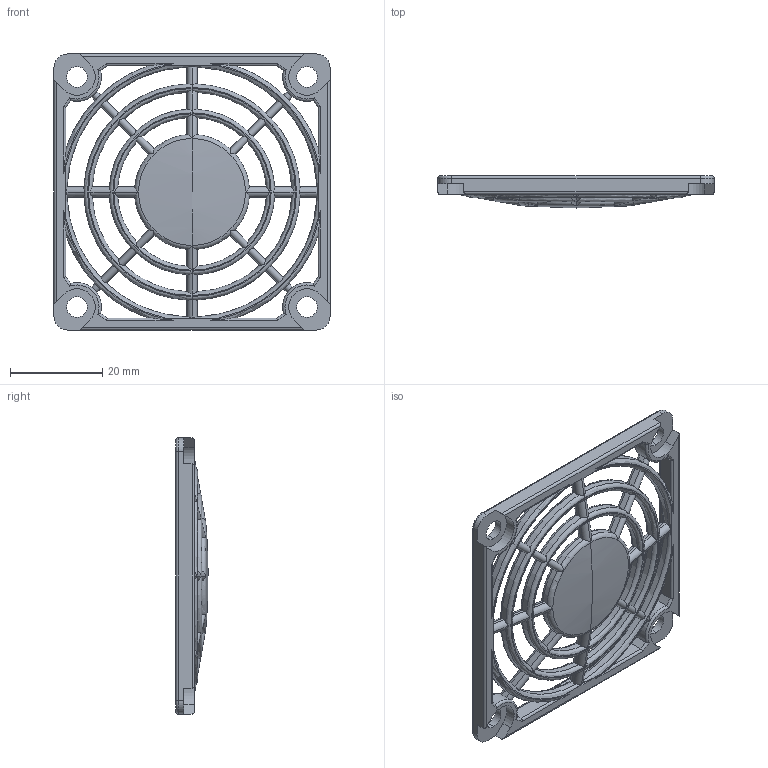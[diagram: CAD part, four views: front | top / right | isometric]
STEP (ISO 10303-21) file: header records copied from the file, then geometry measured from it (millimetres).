
FILE_DESCRIPTION((''),'2;1');
FILE_NAME('WANGZHAO','2013-10-07T',('108754'),(''),'PRO/ENGINEER BY PARAMETRIC TECHNOLOGY CORPORATION, 2008400','PRO/ENGINEER BY PARAMETRIC TECHNOLOGY CORPORATION, 2008400','');
FILE_SCHEMA(('CONFIG_CONTROL_DESIGN'));
Length unit declared in the file: millimetre
Products named in the file (1): WANGZHAO
Bounding box: 60 x 7 x 60 mm (x, y, z)
Volume: 6016.4 mm3; surface area: 7985.9 mm2
Topology: 1 solids, 1 shells, 367 faces, 1202 edges, 778 vertices
Faces by surface type: cylinder 152, plane 113, torus 98, sphere 4
Entity records: 15417 total; most frequent: CARTESIAN_POINT 5530, ORIENTED_EDGE 2396, DIRECTION 1722, EDGE_CURVE 1198, VERTEX_POINT 778, AXIS2_PLACEMENT_3D 675, B_SPLINE_CURVE_WITH_KNOTS 518, EDGE_LOOP 384
